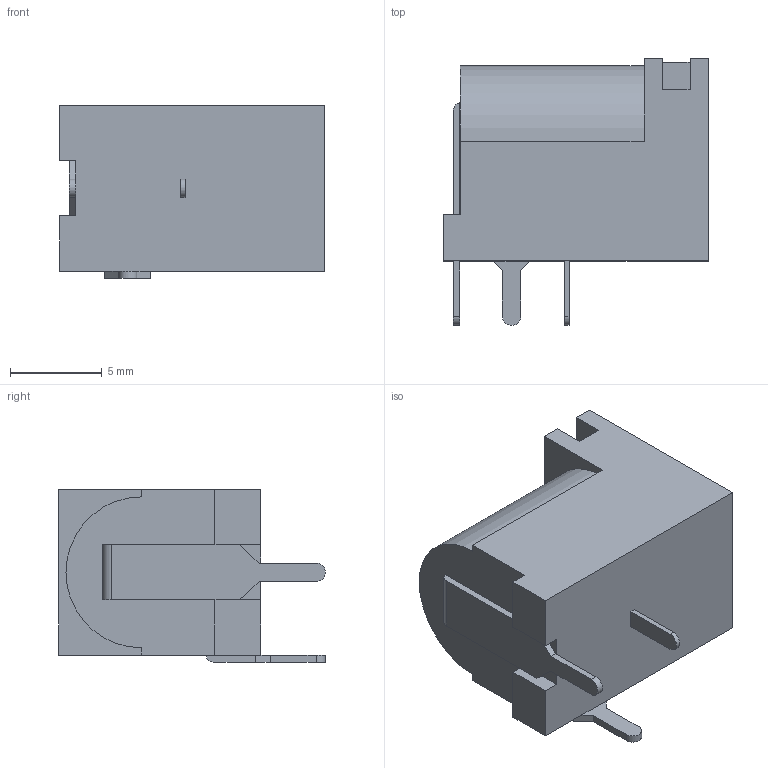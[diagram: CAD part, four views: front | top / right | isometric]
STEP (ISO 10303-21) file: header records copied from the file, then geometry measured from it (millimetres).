
FILE_DESCRIPTION (( 'STEP AP203' ), '1' );
FILE_NAME ('CUI_DEVICES_PJ-102B_Default_sldprt.STEP', '2021-01-18T18:42:56', ( '' ), ( '' ), 'SwSTEP 2.0', 'SolidWorks 2020', '' );
FILE_SCHEMA (( 'CONFIG_CONTROL_DESIGN' ));
Length unit declared in the file: inch
Products named in the file (1): CUI_DEVICES_PJ-102B_Default_sldprt
Bounding box: 14.4 x 14.5 x 9.4 mm (x, y, z)
Volume: 1011.8 mm3; surface area: 988.5 mm2
Topology: 1 solids, 1 shells, 59 faces, 154 edges, 100 vertices
Faces by surface type: plane 47, cylinder 10, cone 2
Entity records: 1865 total; most frequent: CARTESIAN_POINT 314, ORIENTED_EDGE 308, DIRECTION 296, EDGE_CURVE 154, VECTOR 132, LINE 132, VERTEX_POINT 100, AXIS2_PLACEMENT_3D 82
